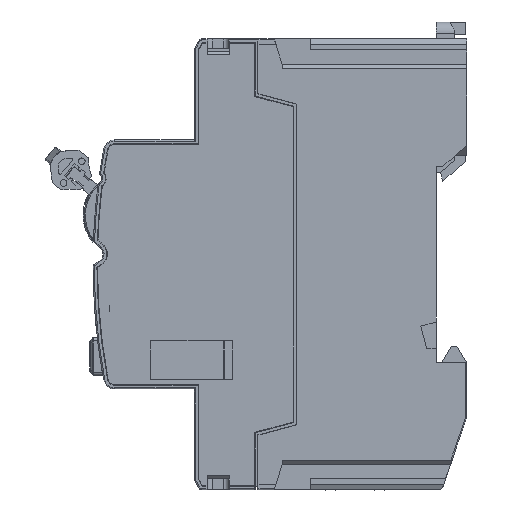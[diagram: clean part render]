
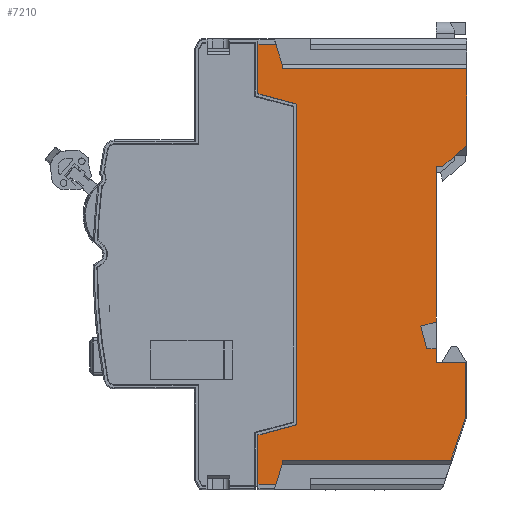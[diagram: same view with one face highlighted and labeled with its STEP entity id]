
A CAD part, left-side view. The second image highlights one B-rep face of the part: STEP entity #7210.
In plain terms, the highlighted planar face has unit normal (-1, 0, 0).
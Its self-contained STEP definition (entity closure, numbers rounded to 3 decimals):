
#1258=CIRCLE('',#79695,0.8);
#3162=FACE_OUTER_BOUND('',#14791,.T.);
#7210=ADVANCED_FACE('',(#3162),#11259,.F.);
#11259=PLANE('',#79697);
#14791=EDGE_LOOP('',(#21888,#21889,#21890,#21891,#21892,#21893,#21894,#21895,
#21896,#21897,#21898,#21899,#21900,#21901,#21902,#21903,#21904,#21905,#21906,
#21907,#21908,#21909,#21910,#21911,#21912));
#21888=ORIENTED_EDGE('',*,*,#51355,.T.);
#21889=ORIENTED_EDGE('',*,*,#51354,.T.);
#21890=ORIENTED_EDGE('',*,*,#51356,.T.);
#21891=ORIENTED_EDGE('',*,*,#51357,.T.);
#21892=ORIENTED_EDGE('',*,*,#51358,.F.);
#21893=ORIENTED_EDGE('',*,*,#51359,.F.);
#21894=ORIENTED_EDGE('',*,*,#51360,.T.);
#21895=ORIENTED_EDGE('',*,*,#51361,.T.);
#21896=ORIENTED_EDGE('',*,*,#51362,.F.);
#21897=ORIENTED_EDGE('',*,*,#51363,.T.);
#21898=ORIENTED_EDGE('',*,*,#51364,.F.);
#21899=ORIENTED_EDGE('',*,*,#51365,.T.);
#21900=ORIENTED_EDGE('',*,*,#51366,.T.);
#21901=ORIENTED_EDGE('',*,*,#51367,.F.);
#21902=ORIENTED_EDGE('',*,*,#51368,.F.);
#21903=ORIENTED_EDGE('',*,*,#51369,.F.);
#21904=ORIENTED_EDGE('',*,*,#51119,.T.);
#21905=ORIENTED_EDGE('',*,*,#51370,.T.);
#21906=ORIENTED_EDGE('',*,*,#51371,.T.);
#21907=ORIENTED_EDGE('',*,*,#51372,.T.);
#21908=ORIENTED_EDGE('',*,*,#51084,.T.);
#21909=ORIENTED_EDGE('',*,*,#51373,.T.);
#21910=ORIENTED_EDGE('',*,*,#51374,.T.);
#21911=ORIENTED_EDGE('',*,*,#51375,.T.);
#21912=ORIENTED_EDGE('',*,*,#51376,.T.);
#43249=VERTEX_POINT('',#108111);
#43250=VERTEX_POINT('',#108113);
#43283=VERTEX_POINT('',#108181);
#43284=VERTEX_POINT('',#108183);
#43490=VERTEX_POINT('',#108657);
#43491=VERTEX_POINT('',#108659);
#43492=VERTEX_POINT('',#108663);
#43493=VERTEX_POINT('',#108665);
#43494=VERTEX_POINT('',#108667);
#43495=VERTEX_POINT('',#108669);
#43496=VERTEX_POINT('',#108671);
#43497=VERTEX_POINT('',#108673);
#43498=VERTEX_POINT('',#108675);
#43499=VERTEX_POINT('',#108677);
#43500=VERTEX_POINT('',#108679);
#43501=VERTEX_POINT('',#108681);
#43502=VERTEX_POINT('',#108683);
#43503=VERTEX_POINT('',#108685);
#43504=VERTEX_POINT('',#108687);
#43505=VERTEX_POINT('',#108689);
#43506=VERTEX_POINT('',#108692);
#43507=VERTEX_POINT('',#108694);
#43508=VERTEX_POINT('',#108697);
#43509=VERTEX_POINT('',#108699);
#43510=VERTEX_POINT('',#108701);
#51084=EDGE_CURVE('',#43250,#43249,#62480,.T.);
#51119=EDGE_CURVE('',#43284,#43283,#62515,.T.);
#51354=EDGE_CURVE('',#43490,#43491,#1258,.T.);
#51355=EDGE_CURVE('',#43492,#43490,#62720,.T.);
#51356=EDGE_CURVE('',#43491,#43493,#62721,.T.);
#51357=EDGE_CURVE('',#43493,#43494,#62722,.T.);
#51358=EDGE_CURVE('',#43495,#43494,#62723,.T.);
#51359=EDGE_CURVE('',#43496,#43495,#62724,.T.);
#51360=EDGE_CURVE('',#43496,#43497,#62725,.T.);
#51361=EDGE_CURVE('',#43497,#43498,#62726,.T.);
#51362=EDGE_CURVE('',#43499,#43498,#62727,.T.);
#51363=EDGE_CURVE('',#43499,#43500,#62728,.T.);
#51364=EDGE_CURVE('',#43501,#43500,#62729,.T.);
#51365=EDGE_CURVE('',#43501,#43502,#62730,.T.);
#51366=EDGE_CURVE('',#43502,#43503,#62731,.T.);
#51367=EDGE_CURVE('',#43504,#43503,#62732,.T.);
#51368=EDGE_CURVE('',#43505,#43504,#62733,.T.);
#51369=EDGE_CURVE('',#43284,#43505,#62734,.T.);
#51370=EDGE_CURVE('',#43283,#43506,#62735,.T.);
#51371=EDGE_CURVE('',#43506,#43507,#62736,.T.);
#51372=EDGE_CURVE('',#43507,#43250,#62737,.T.);
#51373=EDGE_CURVE('',#43249,#43508,#62738,.T.);
#51374=EDGE_CURVE('',#43508,#43509,#62739,.T.);
#51375=EDGE_CURVE('',#43509,#43510,#62740,.T.);
#51376=EDGE_CURVE('',#43510,#43492,#62741,.T.);
#62480=LINE('',#108112,#71308);
#62515=LINE('',#108182,#71343);
#62720=LINE('',#108662,#71548);
#62721=LINE('',#108664,#71549);
#62722=LINE('',#108666,#71550);
#62723=LINE('',#108668,#71551);
#62724=LINE('',#108670,#71552);
#62725=LINE('',#108672,#71553);
#62726=LINE('',#108674,#71554);
#62727=LINE('',#108676,#71555);
#62728=LINE('',#108678,#71556);
#62729=LINE('',#108680,#71557);
#62730=LINE('',#108682,#71558);
#62731=LINE('',#108684,#71559);
#62732=LINE('',#108686,#71560);
#62733=LINE('',#108688,#71561);
#62734=LINE('',#108690,#71562);
#62735=LINE('',#108691,#71563);
#62736=LINE('',#108693,#71564);
#62737=LINE('',#108695,#71565);
#62738=LINE('',#108696,#71566);
#62739=LINE('',#108698,#71567);
#62740=LINE('',#108700,#71568);
#62741=LINE('',#108702,#71569);
#71308=VECTOR('',#86738,1.);
#71343=VECTOR('',#86775,1.);
#71548=VECTOR('',#87090,1.);
#71549=VECTOR('',#87091,1.);
#71550=VECTOR('',#87092,1.);
#71551=VECTOR('',#87093,1.);
#71552=VECTOR('',#87094,1.);
#71553=VECTOR('',#87095,1.);
#71554=VECTOR('',#87096,1.);
#71555=VECTOR('',#87097,1.);
#71556=VECTOR('',#87098,1.);
#71557=VECTOR('',#87099,1.);
#71558=VECTOR('',#87100,1.);
#71559=VECTOR('',#87101,1.);
#71560=VECTOR('',#87102,1.);
#71561=VECTOR('',#87103,1.);
#71562=VECTOR('',#87104,1.);
#71563=VECTOR('',#87105,1.);
#71564=VECTOR('',#87106,1.);
#71565=VECTOR('',#87107,1.);
#71566=VECTOR('',#87108,1.);
#71567=VECTOR('',#87109,1.);
#71568=VECTOR('',#87110,1.);
#71569=VECTOR('',#87111,1.);
#79695=AXIS2_PLACEMENT_3D('',#108660,#87086,#87087);
#79697=AXIS2_PLACEMENT_3D('',#108703,#87112,#87113);
#86738=DIRECTION('',(0.,0.,-1.));
#86775=DIRECTION('',(0.,0.,-1.));
#87086=DIRECTION('',(-1.,0.,0.));
#87087=DIRECTION('',(0.,-0.945,-0.326));
#87090=DIRECTION('',(0.,-0.326,0.945));
#87091=DIRECTION('',(0.,0.,1.));
#87092=DIRECTION('',(0.,1.,0.));
#87093=DIRECTION('',(0.,0.,-1.));
#87094=DIRECTION('',(0.,-1.,0.));
#87095=DIRECTION('',(0.,0.259,0.966));
#87096=DIRECTION('',(0.,-0.966,0.259));
#87097=DIRECTION('',(0.,0.,-1.));
#87098=DIRECTION('',(0.,-1.,0.));
#87099=DIRECTION('',(0.,0.749,-0.662));
#87100=DIRECTION('',(0.,0.,1.));
#87101=DIRECTION('',(0.,1.,0.));
#87102=DIRECTION('',(0.,0.,-1.));
#87103=DIRECTION('',(0.,-0.31,-0.951));
#87104=DIRECTION('',(0.,-1.,0.));
#87105=DIRECTION('',(0.,-0.966,-0.259));
#87106=DIRECTION('',(0.,0.,-1.));
#87107=DIRECTION('',(0.,0.966,-0.259));
#87108=DIRECTION('',(0.,-1.,0.));
#87109=DIRECTION('',(0.,-0.31,0.951));
#87110=DIRECTION('',(0.,0.,1.));
#87111=DIRECTION('',(0.,-1.,0.));
#87112=DIRECTION('',(1.,0.,0.));
#87113=DIRECTION('',(0.,0.,1.));
#108111=CARTESIAN_POINT('',(-54.,38.,-39.75));
#108112=CARTESIAN_POINT('',(-54.,38.,-30.85));
#108113=CARTESIAN_POINT('',(-54.,38.,-30.85));
#108181=CARTESIAN_POINT('',(-54.,38.,30.85));
#108182=CARTESIAN_POINT('',(-54.,38.,39.75));
#108183=CARTESIAN_POINT('',(-54.,38.,39.75));
#108657=CARTESIAN_POINT('',(-54.,0.544,-27.793));
#108659=CARTESIAN_POINT('',(-54.,0.5,-27.532));
#108660=CARTESIAN_POINT('',(-54.,1.3,-27.532));
#108662=CARTESIAN_POINT('',(-54.,3.149,-35.35));
#108663=CARTESIAN_POINT('',(-54.,3.149,-35.35));
#108664=CARTESIAN_POINT('',(-54.,0.5,-27.532));
#108665=CARTESIAN_POINT('',(-54.,0.5,-17.75));
#108666=CARTESIAN_POINT('',(-54.,0.5,-17.75));
#108667=CARTESIAN_POINT('',(-54.,5.8,-17.75));
#108668=CARTESIAN_POINT('',(-54.,5.8,-15.206));
#108669=CARTESIAN_POINT('',(-54.,5.8,-15.206));
#108670=CARTESIAN_POINT('',(-54.,7.5,-15.206));
#108671=CARTESIAN_POINT('',(-54.,7.5,-15.206));
#108672=CARTESIAN_POINT('',(-54.,7.5,-15.206));
#108673=CARTESIAN_POINT('',(-54.,8.587,-11.149));
#108674=CARTESIAN_POINT('',(-54.,8.587,-11.149));
#108675=CARTESIAN_POINT('',(-54.,5.8,-10.402));
#108676=CARTESIAN_POINT('',(-54.,5.8,17.7));
#108677=CARTESIAN_POINT('',(-54.,5.8,17.7));
#108678=CARTESIAN_POINT('',(-54.,5.8,17.7));
#108679=CARTESIAN_POINT('',(-54.,4.6,17.7));
#108680=CARTESIAN_POINT('',(-54.,0.3,21.5));
#108681=CARTESIAN_POINT('',(-54.,0.3,21.5));
#108682=CARTESIAN_POINT('',(-54.,0.3,21.5));
#108683=CARTESIAN_POINT('',(-54.,0.3,35.35));
#108684=CARTESIAN_POINT('',(-54.,0.3,35.35));
#108685=CARTESIAN_POINT('',(-54.,33.6,35.35));
#108686=CARTESIAN_POINT('',(-54.,33.6,36.15));
#108687=CARTESIAN_POINT('',(-54.,33.6,36.15));
#108688=CARTESIAN_POINT('',(-54.,34.774,39.75));
#108689=CARTESIAN_POINT('',(-54.,34.774,39.75));
#108690=CARTESIAN_POINT('',(-54.,38.,39.75));
#108691=CARTESIAN_POINT('',(-54.,38.,30.85));
#108692=CARTESIAN_POINT('',(-54.,31.,28.974));
#108693=CARTESIAN_POINT('',(-54.,31.,28.974));
#108694=CARTESIAN_POINT('',(-54.,31.,-28.974));
#108695=CARTESIAN_POINT('',(-54.,31.,-28.974));
#108696=CARTESIAN_POINT('',(-54.,38.,-39.75));
#108697=CARTESIAN_POINT('',(-54.,34.774,-39.75));
#108698=CARTESIAN_POINT('',(-54.,34.774,-39.75));
#108699=CARTESIAN_POINT('',(-54.,33.6,-36.15));
#108700=CARTESIAN_POINT('',(-54.,33.6,-36.15));
#108701=CARTESIAN_POINT('',(-54.,33.6,-35.35));
#108702=CARTESIAN_POINT('',(-54.,33.6,-35.35));
#108703=CARTESIAN_POINT('',(-54.,0.,40.75));
